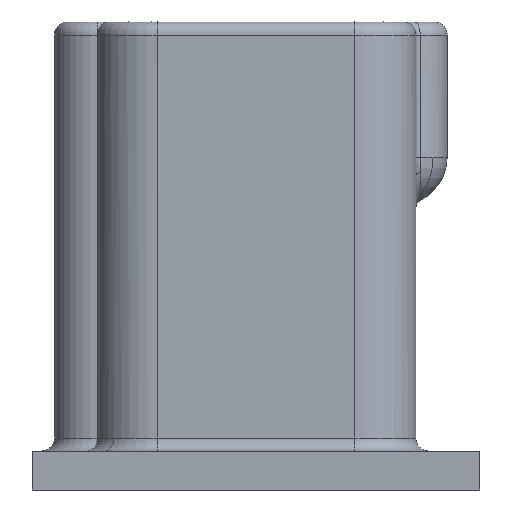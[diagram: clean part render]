
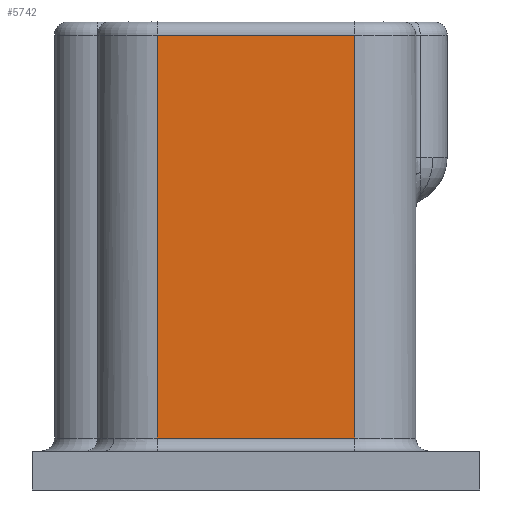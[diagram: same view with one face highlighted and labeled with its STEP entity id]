
A CAD part, front view. The second image highlights one B-rep face of the part: STEP entity #5742.
In plain terms, the highlighted planar face has unit normal (0, -1, 0).
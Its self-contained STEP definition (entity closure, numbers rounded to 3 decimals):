
#5722=AXIS2_PLACEMENT_3D('Plane Axis2P3D',#5719,#5720,#5721) ;
#4882=CARTESIAN_POINT('Vertex',(-3.8,-10.25,16.)) ;
#4906=CARTESIAN_POINT('Line Origine',(0.6,-10.25,16.)) ;
#4910=CARTESIAN_POINT('Vertex',(3.8,-10.25,16.)) ;
#5692=CARTESIAN_POINT('Line Origine',(-3.8,-10.25,8.25)) ;
#5696=CARTESIAN_POINT('Vertex',(-3.8,-10.25,0.5)) ;
#5719=CARTESIAN_POINT('Axis2P3D Location',(-6.15,-10.25,0.)) ;
#5724=CARTESIAN_POINT('Line Origine',(3.8,-10.25,8.25)) ;
#5728=CARTESIAN_POINT('Vertex',(3.8,-10.25,0.5)) ;
#5731=CARTESIAN_POINT('Line Origine',(0.,-10.25,0.5)) ;
#4907=DIRECTION('Vector Direction',(1.,0.,0.)) ;
#5693=DIRECTION('Vector Direction',(0.,0.,1.)) ;
#5720=DIRECTION('Axis2P3D Direction',(-0.,-1.,-0.)) ;
#5721=DIRECTION('Axis2P3D XDirection',(-1.,0.,0.)) ;
#5725=DIRECTION('Vector Direction',(0.,0.,1.)) ;
#5732=DIRECTION('Vector Direction',(-1.,0.,0.)) ;
#4908=VECTOR('Line Direction',#4907,1.) ;
#5694=VECTOR('Line Direction',#5693,1.) ;
#5726=VECTOR('Line Direction',#5725,1.) ;
#5733=VECTOR('Line Direction',#5732,1.) ;
#5737=ORIENTED_EDGE('',*,*,#5730,.T.) ;
#5738=ORIENTED_EDGE('',*,*,#4912,.F.) ;
#5739=ORIENTED_EDGE('',*,*,#5698,.F.) ;
#5740=ORIENTED_EDGE('',*,*,#5735,.F.) ;
#5742=ADVANCED_FACE('PART',(#5741),#5723,.T.) ;
#4912=EDGE_CURVE('',#4883,#4911,#4909,.T.) ;
#5698=EDGE_CURVE('',#5697,#4883,#5695,.T.) ;
#5730=EDGE_CURVE('',#5729,#4911,#5727,.T.) ;
#5735=EDGE_CURVE('',#5729,#5697,#5734,.T.) ;
#5736=EDGE_LOOP('',(#5737,#5738,#5739,#5740)) ;
#5741=FACE_OUTER_BOUND('',#5736,.T.) ;
#4909=LINE('Line',#4906,#4908) ;
#5695=LINE('Line',#5692,#5694) ;
#5727=LINE('Line',#5724,#5726) ;
#5734=LINE('Line',#5731,#5733) ;
#5723=PLANE('',#5722) ;
#4883=VERTEX_POINT('',#4882) ;
#4911=VERTEX_POINT('',#4910) ;
#5697=VERTEX_POINT('',#5696) ;
#5729=VERTEX_POINT('',#5728) ;
